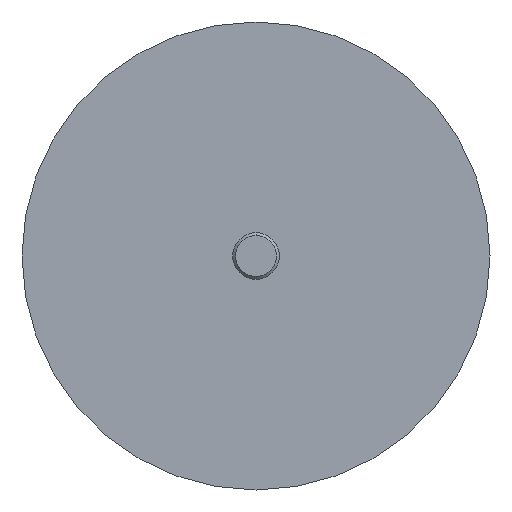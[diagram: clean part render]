
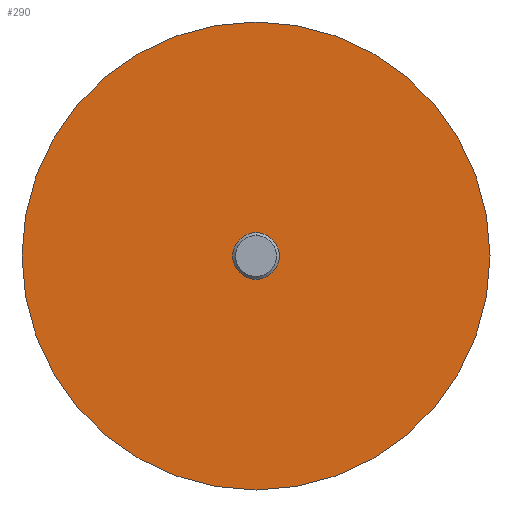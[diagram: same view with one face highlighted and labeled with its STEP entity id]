
A CAD part, front view. The second image highlights one B-rep face of the part: STEP entity #290.
In plain terms, the highlighted planar face has unit normal (0, -1, 0).
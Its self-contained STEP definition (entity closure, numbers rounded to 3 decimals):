
#5 = EDGE_CURVE ( 'NONE', #354, #202, #283, .T. ) ;
#6 = DIRECTION ( 'NONE',  ( 0., 0., 1. ) ) ;
#8 = ORIENTED_EDGE ( 'NONE', *, *, #351, .F. ) ;
#13 = DIRECTION ( 'NONE',  ( 0., 1., 0. ) ) ;
#22 = EDGE_CURVE ( 'NONE', #171, #208, #331, .T. ) ;
#40 = EDGE_LOOP ( 'NONE', ( #196, #99 ) ) ;
#53 = FACE_BOUND ( 'NONE', #40, .T. ) ;
#68 = DIRECTION ( 'NONE',  ( 0., -1., 0. ) ) ;
#96 = ORIENTED_EDGE ( 'NONE', *, *, #5, .F. ) ;
#99 = ORIENTED_EDGE ( 'NONE', *, *, #404, .F. ) ;
#104 = DIRECTION ( 'NONE',  ( 0., 0., 1. ) ) ;
#112 = CIRCLE ( 'NONE', #325, 2. ) ;
#118 = CARTESIAN_POINT ( 'NONE',  ( 0., 0., 0. ) ) ;
#132 = AXIS2_PLACEMENT_3D ( 'NONE', #142, #348, #104 ) ;
#142 = CARTESIAN_POINT ( 'NONE',  ( 0., 0., 0. ) ) ;
#154 = AXIS2_PLACEMENT_3D ( 'NONE', #191, #396, #324 ) ;
#171 = VERTEX_POINT ( 'NONE', #195 ) ;
#191 = CARTESIAN_POINT ( 'NONE',  ( 0., 0., 0. ) ) ;
#195 = CARTESIAN_POINT ( 'NONE',  ( 0., 0., 2. ) ) ;
#196 = ORIENTED_EDGE ( 'NONE', *, *, #22, .F. ) ;
#202 = VERTEX_POINT ( 'NONE', #373 ) ;
#208 = VERTEX_POINT ( 'NONE', #230 ) ;
#224 = CARTESIAN_POINT ( 'NONE',  ( 0., 0., 0. ) ) ;
#230 = CARTESIAN_POINT ( 'NONE',  ( 0., 0., -2. ) ) ;
#248 = AXIS2_PLACEMENT_3D ( 'NONE', #224, #13, #378 ) ;
#255 = CARTESIAN_POINT ( 'NONE',  ( 0., 0., 20.1 ) ) ;
#264 = CARTESIAN_POINT ( 'NONE',  ( 0., 0., 0. ) ) ;
#267 = FACE_OUTER_BOUND ( 'NONE', #287, .T. ) ;
#283 = CIRCLE ( 'NONE', #248, 20.1 ) ;
#284 = CIRCLE ( 'NONE', #154, 20.1 ) ;
#287 = EDGE_LOOP ( 'NONE', ( #8, #96 ) ) ;
#290 = ADVANCED_FACE ( 'NONE', ( #53, #267 ), #322, .F. ) ;
#302 = DIRECTION ( 'NONE',  ( 0., 0., 1. ) ) ;
#322 = PLANE ( 'NONE',  #380 ) ;
#324 = DIRECTION ( 'NONE',  ( 0., 0., 1. ) ) ;
#325 = AXIS2_PLACEMENT_3D ( 'NONE', #264, #68, #302 ) ;
#328 = DIRECTION ( 'NONE',  ( 0., 1., 0. ) ) ;
#331 = CIRCLE ( 'NONE', #132, 2. ) ;
#348 = DIRECTION ( 'NONE',  ( 0., -1., 0. ) ) ;
#351 = EDGE_CURVE ( 'NONE', #202, #354, #284, .T. ) ;
#354 = VERTEX_POINT ( 'NONE', #255 ) ;
#373 = CARTESIAN_POINT ( 'NONE',  ( 0., 0., -20.1 ) ) ;
#378 = DIRECTION ( 'NONE',  ( 0., 0., 1. ) ) ;
#380 = AXIS2_PLACEMENT_3D ( 'NONE', #118, #328, #6 ) ;
#396 = DIRECTION ( 'NONE',  ( 0., 1., 0. ) ) ;
#404 = EDGE_CURVE ( 'NONE', #208, #171, #112, .T. ) ;
